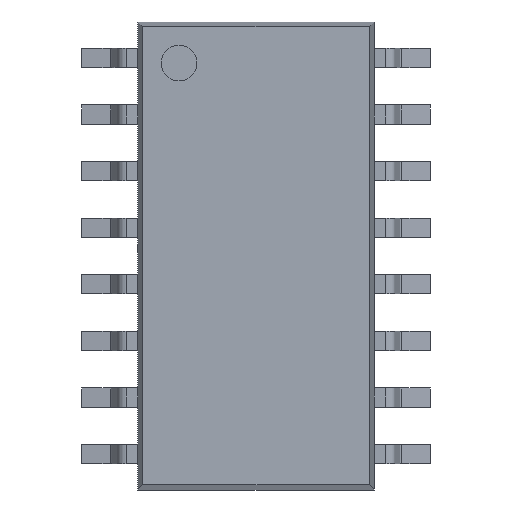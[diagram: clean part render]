
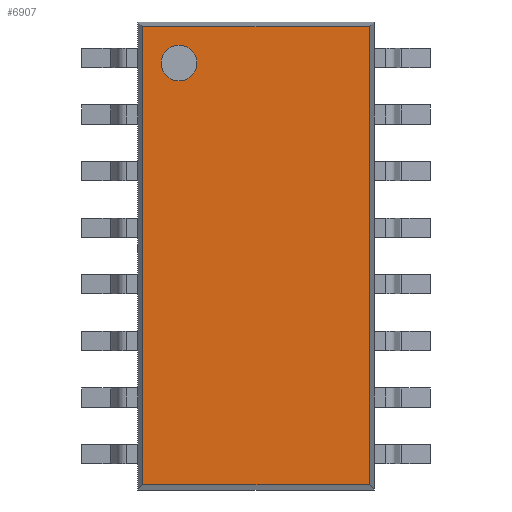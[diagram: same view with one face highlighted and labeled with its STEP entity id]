
A CAD part, top view. The second image highlights one B-rep face of the part: STEP entity #6907.
In plain terms, the highlighted planar face has unit normal (0, 0, 1).
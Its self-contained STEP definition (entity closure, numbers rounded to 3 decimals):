
#6591=CARTESIAN_POINT('',(-1.327,4.327,1.9));
#6592=VERTEX_POINT('',#6591);
#6608=CARTESIAN_POINT('',(-2.127,4.327,1.9));
#6609=VERTEX_POINT('',#6608);
#6616=CARTESIAN_POINT('',(-1.727,4.327,1.9));
#6617=DIRECTION('',(0.0,0.0,-1.0));
#6618=DIRECTION('',(1.0,0.0,0.0));
#6619=AXIS2_PLACEMENT_3D('',#6616,#6617,#6618);
#6620=CIRCLE('',#6619,0.4);
#6621=EDGE_CURVE('',#6592,#6609,#6620,.T.);
#6632=CARTESIAN_POINT('',(-1.727,4.327,1.9));
#6633=DIRECTION('',(0.0,0.0,-1.0));
#6634=DIRECTION('',(1.0,0.0,0.0));
#6635=AXIS2_PLACEMENT_3D('',#6632,#6633,#6634);
#6636=CIRCLE('',#6635,0.4);
#6637=EDGE_CURVE('',#6609,#6592,#6636,.T.);
#6802=CARTESIAN_POINT('',(2.539,5.139,1.9));
#6803=VERTEX_POINT('',#6802);
#6810=CARTESIAN_POINT('',(2.539,-5.139,1.9));
#6811=VERTEX_POINT('',#6810);
#6812=CARTESIAN_POINT('',(2.539,-5.139,1.9));
#6813=DIRECTION('',(0.0,1.0,0.0));
#6814=VECTOR('',#6813,10.279);
#6815=LINE('',#6812,#6814);
#6816=EDGE_CURVE('',#6803,#6811,#6815,.F.);
#6833=CARTESIAN_POINT('',(-2.539,5.139,1.9));
#6834=VERTEX_POINT('',#6833);
#6841=CARTESIAN_POINT('',(2.539,5.139,1.9));
#6842=DIRECTION('',(-1.0,0.0,0.0));
#6843=VECTOR('',#6842,5.079);
#6844=LINE('',#6841,#6843);
#6845=EDGE_CURVE('',#6834,#6803,#6844,.F.);
#6857=CARTESIAN_POINT('',(-2.539,-5.139,1.9));
#6858=VERTEX_POINT('',#6857);
#6865=CARTESIAN_POINT('',(-2.539,5.139,1.9));
#6866=DIRECTION('',(0.0,-1.0,0.0));
#6867=VECTOR('',#6866,10.279);
#6868=LINE('',#6865,#6867);
#6869=EDGE_CURVE('',#6858,#6834,#6868,.F.);
#6882=CARTESIAN_POINT('',(-2.539,-5.139,1.9));
#6883=DIRECTION('',(1.0,0.0,0.0));
#6884=VECTOR('',#6883,5.079);
#6885=LINE('',#6882,#6884);
#6886=EDGE_CURVE('',#6811,#6858,#6885,.F.);
#6892=CARTESIAN_POINT('',(-1.727,4.327,1.9));
#6893=DIRECTION('',(0.0,0.0,1.0));
#6894=DIRECTION('',(1.0,0.0,0.0));
#6895=AXIS2_PLACEMENT_3D('',#6892,#6893,#6894);
#6896=PLANE('',#6895);
#6897=ORIENTED_EDGE('',*,*,#6816,.F.);
#6898=ORIENTED_EDGE('',*,*,#6845,.F.);
#6899=ORIENTED_EDGE('',*,*,#6869,.F.);
#6900=ORIENTED_EDGE('',*,*,#6886,.F.);
#6901=EDGE_LOOP('',(#6897,#6898,#6899,#6900));
#6902=FACE_OUTER_BOUND('',#6901,.T.);
#6903=ORIENTED_EDGE('',*,*,#6621,.T.);
#6904=ORIENTED_EDGE('',*,*,#6637,.T.);
#6905=EDGE_LOOP('',(#6903,#6904));
#6906=FACE_BOUND('',#6905,.T.);
#6907=ADVANCED_FACE('',(#6902,#6906),#6896,.T.);
